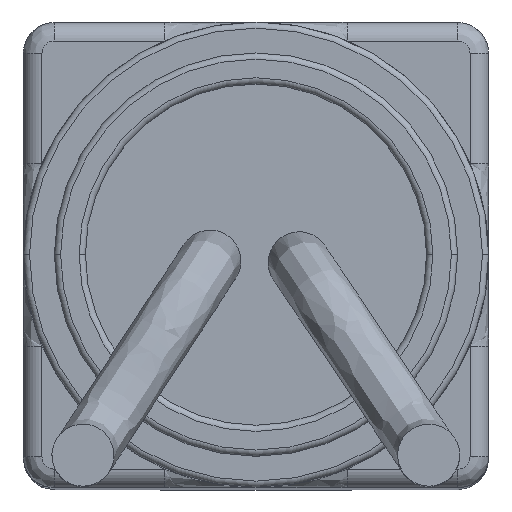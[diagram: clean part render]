
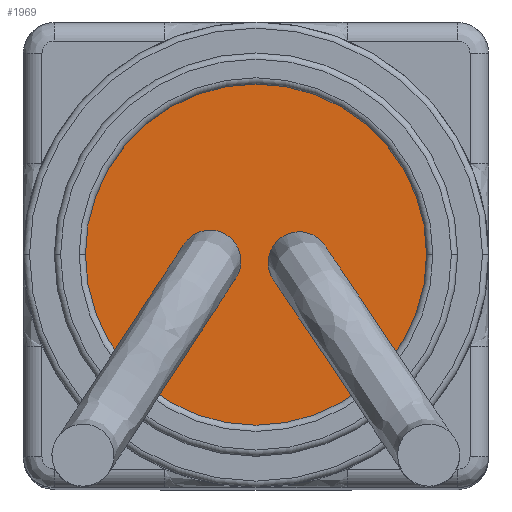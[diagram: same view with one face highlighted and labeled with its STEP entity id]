
A CAD part, top view. The second image highlights one B-rep face of the part: STEP entity #1969.
In plain terms, the highlighted planar face has unit normal (0, 0, 1).
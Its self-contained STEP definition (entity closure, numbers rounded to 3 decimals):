
#81 = ORIENTED_EDGE ( 'NONE', *, *, #1098, .T. ) ;
#121 = EDGE_LOOP ( 'NONE', ( #1595, #81 ) ) ;
#210 = EDGE_CURVE ( 'NONE', #1067, #1502, #1865, .T. ) ;
#593 = AXIS2_PLACEMENT_3D ( 'NONE', #960, #2338, #2354 ) ;
#701 = AXIS2_PLACEMENT_3D ( 'NONE', #1191, #2187, #2371 ) ;
#819 = DIRECTION ( 'NONE',  ( 0., 0., 1. ) ) ;
#960 = CARTESIAN_POINT ( 'NONE',  ( 0., 0., 5.1 ) ) ;
#1067 = VERTEX_POINT ( 'NONE', #1383 ) ;
#1098 = EDGE_CURVE ( 'NONE', #1502, #1067, #1146, .T. ) ;
#1146 = CIRCLE ( 'NONE', #1266, 0.55 ) ;
#1191 = CARTESIAN_POINT ( 'NONE',  ( 0., 0., 5.1 ) ) ;
#1266 = AXIS2_PLACEMENT_3D ( 'NONE', #1628, #819, #2019 ) ;
#1383 = CARTESIAN_POINT ( 'NONE',  ( 0.55, 0., 5.1 ) ) ;
#1502 = VERTEX_POINT ( 'NONE', #2529 ) ;
#1595 = ORIENTED_EDGE ( 'NONE', *, *, #210, .T. ) ;
#1628 = CARTESIAN_POINT ( 'NONE',  ( 0., 0., 5.1 ) ) ;
#1865 = CIRCLE ( 'NONE', #701, 0.55 ) ;
#1969 = ADVANCED_FACE ( 'NONE', ( #2043 ), #2132, .T. ) ;
#2019 = DIRECTION ( 'NONE',  ( 1., 0., 0. ) ) ;
#2043 = FACE_OUTER_BOUND ( 'NONE', #121, .T. ) ;
#2132 = PLANE ( 'NONE',  #593 ) ;
#2187 = DIRECTION ( 'NONE',  ( 0., 0., 1. ) ) ;
#2338 = DIRECTION ( 'NONE',  ( 0., 0., 1. ) ) ;
#2354 = DIRECTION ( 'NONE',  ( 1., 0., 0. ) ) ;
#2371 = DIRECTION ( 'NONE',  ( 1., 0., 0. ) ) ;
#2529 = CARTESIAN_POINT ( 'NONE',  ( -0.55, 0., 5.1 ) ) ;
